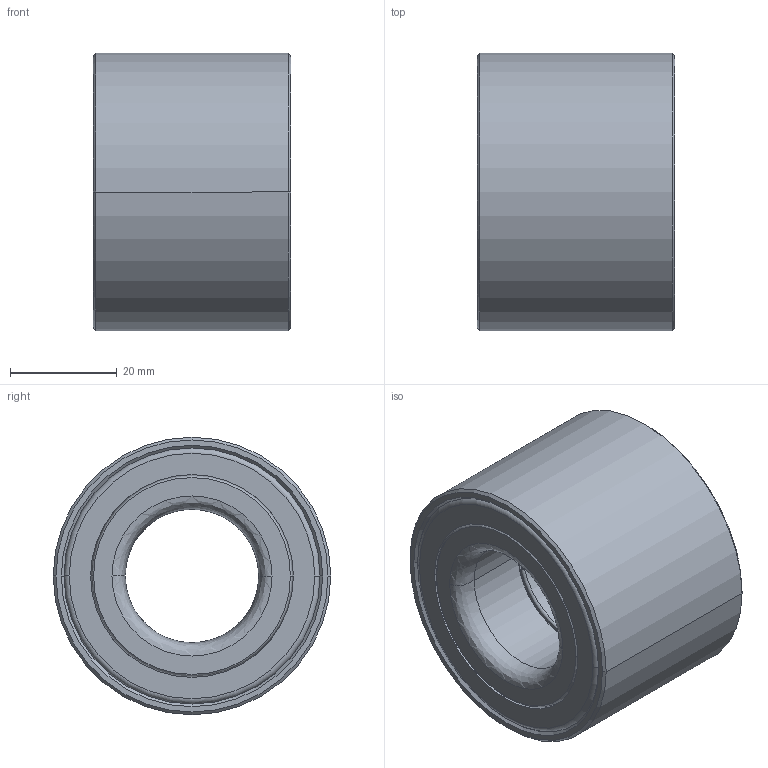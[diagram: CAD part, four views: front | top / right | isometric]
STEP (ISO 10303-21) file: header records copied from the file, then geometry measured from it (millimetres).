
FILE_DESCRIPTION((''),'2;1');
FILE_NAME('BEARING_FC12025_S09_ASM','2025-07-24T04:21:30',('User'),(''),'CREO PARAMETRIC BY PTC INC, 2024374','CREO PARAMETRIC BY PTC INC, 2024374','');
FILE_SCHEMA(('CONFIG_CONTROL_DESIGN'));
Length unit declared in the file: millimetre
Products named in the file (7): OUTER_RING; INNER_RING; SEPARATOR; SEAL; ROLL; BRACKET; BEARING_FC12025_S09_ASM
Assembly tree (42 placements, depth 2):
  BEARING_FC12025_S09_ASM
    OUTER_RING
    INNER_RING  x2
    SEPARATOR  x2
    SEAL  x2
    ROLL  x34
    BRACKET
Bounding box: 37 x 52 x 52 mm (x, y, z)
Volume: 47637.9 mm3; surface area: 42818.2 mm2
Topology: 42 solids, 42 shells, 752 faces, 1750 edges, 1072 vertices
Faces by surface type: cone 314, plane 214, cylinder 136, bspline 68, torus 12, revolution 8
Entity records: 8651 total; most frequent: CARTESIAN_POINT 2784, ORIENTED_EDGE 1222, DIRECTION 1140, EDGE_CURVE 611, AXIS2_PLACEMENT_3D 479, VERTEX_POINT 378, EDGE_LOOP 249, CIRCLE 242
